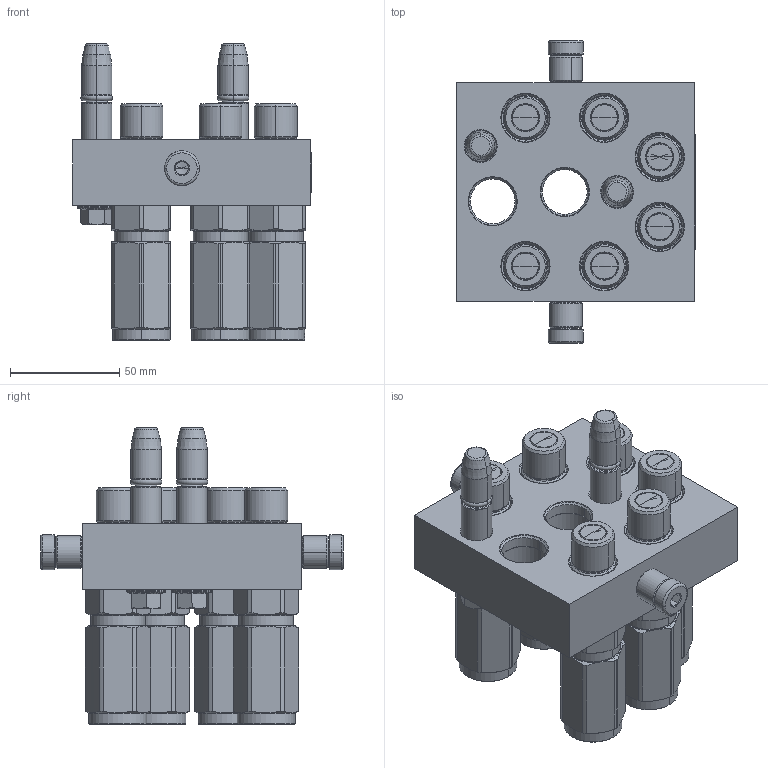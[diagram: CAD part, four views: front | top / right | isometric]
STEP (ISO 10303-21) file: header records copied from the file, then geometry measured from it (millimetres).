
FILE_DESCRIPTION (( 'STEP AP214' ), '1' );
FILE_NAME ('FASTER.step', '2024-11-07T14:43:03', ( '' ), ( '' ), 'SwSTEP 2.0', 'SolidWorks 2017', '' );
FILE_SCHEMA (( 'AUTOMOTIVE_DESIGN' ));
Length unit declared in the file: millimetre
Products named in the file (11): 1540_080_0008_000; or2_62x9_19_m; 4850_010_0000_000; 3ffnp38-38s_m; FASTER; et002; 4830_021_0000_000; 4830_013_3000_030; 4830_028_1000_011; P5068_M_BASE
Assembly tree (20 placements, depth 3):
  FASTER
    P5068_M_BASE
      4850_010_0000_000
      4830_021_0000_000  x2
      1540_080_0008_000  x2
      4830_013_3000_030  x2
      4830_028_1000_011  x2
      or2_62x9_19_m  x2
    3ffnp38-38s_m  x6
      3ffnp38-38s_m
    et002
Bounding box: 109.3 x 138.6 x 135.8 mm (x, y, z)
Volume: 2873.9 mm3; surface area: 148255.6 mm2
Topology: 5 solids, 88 shells, 2427 faces, 6968 edges, 4602 vertices
Faces by surface type: plane 1355, cone 434, cylinder 412, torus 134, bspline 92
Entity records: 52396 total; most frequent: CARTESIAN_POINT 12863, ORIENTED_EDGE 7777, DIRECTION 7178, EDGE_CURVE 4006, LINE 3096, VECTOR 3096, VERTEX_POINT 2628, AXIS2_PLACEMENT_3D 2041
